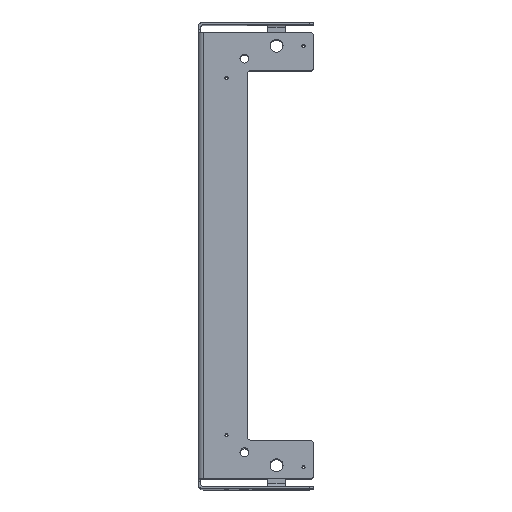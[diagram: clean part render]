
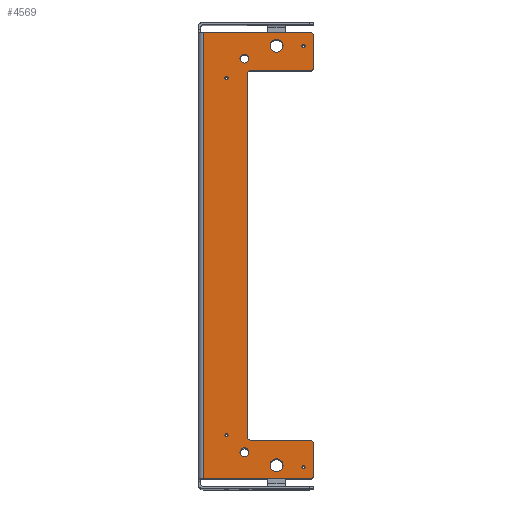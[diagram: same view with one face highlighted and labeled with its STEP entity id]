
A CAD part, top view. The second image highlights one B-rep face of the part: STEP entity #4569.
In plain terms, the highlighted planar face has unit normal (0, 0, 1).
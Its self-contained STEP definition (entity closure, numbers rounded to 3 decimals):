
#48=FACE_BOUND('',#570,.T.);
#49=FACE_BOUND('',#571,.T.);
#50=FACE_BOUND('',#572,.T.);
#51=FACE_BOUND('',#573,.T.);
#52=FACE_BOUND('',#574,.T.);
#53=FACE_BOUND('',#575,.T.);
#54=FACE_BOUND('',#576,.T.);
#55=FACE_BOUND('',#577,.T.);
#179=PLANE('',#4889);
#293=FACE_OUTER_BOUND('',#569,.T.);
#569=EDGE_LOOP('',(#3270,#3271,#3272,#3273,#3274,#3275,#3276,#3277,#3278,
#3279,#3280,#3281,#3282,#3283));
#570=EDGE_LOOP('',(#3284));
#571=EDGE_LOOP('',(#3285));
#572=EDGE_LOOP('',(#3286));
#573=EDGE_LOOP('',(#3287));
#574=EDGE_LOOP('',(#3288));
#575=EDGE_LOOP('',(#3289));
#576=EDGE_LOOP('',(#3290));
#577=EDGE_LOOP('',(#3291));
#949=LINE('',#6937,#1330);
#980=LINE('',#7059,#1361);
#981=LINE('',#7065,#1362);
#982=LINE('',#7069,#1363);
#983=LINE('',#7071,#1364);
#984=LINE('',#7073,#1365);
#985=LINE('',#7077,#1366);
#986=LINE('',#7080,#1367);
#1330=VECTOR('',#5491,46.);
#1361=VECTOR('',#5594,24.);
#1362=VECTOR('',#5599,24.);
#1363=VECTOR('',#5602,83.);
#1364=VECTOR('',#5603,348.);
#1365=VECTOR('',#5604,83.);
#1366=VECTOR('',#5609,282.);
#1367=VECTOR('',#5612,46.);
#1708=CIRCLE('',#4850,3.);
#1740=CIRCLE('',#4890,3.);
#1741=CIRCLE('',#4891,3.);
#1742=CIRCLE('',#4892,3.);
#1743=CIRCLE('',#4893,3.);
#1744=CIRCLE('',#4894,3.);
#1745=CIRCLE('',#4895,5.05);
#1746=CIRCLE('',#4896,5.05);
#1747=CIRCLE('',#4897,1.23);
#1748=CIRCLE('',#4898,1.23);
#1749=CIRCLE('',#4899,1.23);
#1750=CIRCLE('',#4900,1.23);
#1751=CIRCLE('',#4901,3.5);
#1752=CIRCLE('',#4902,3.5);
#2021=VERTEX_POINT('',#6927);
#2022=VERTEX_POINT('',#6928);
#2025=VERTEX_POINT('',#6936);
#2078=VERTEX_POINT('',#7053);
#2080=VERTEX_POINT('',#7057);
#2081=VERTEX_POINT('',#7061);
#2082=VERTEX_POINT('',#7062);
#2083=VERTEX_POINT('',#7064);
#2084=VERTEX_POINT('',#7066);
#2085=VERTEX_POINT('',#7068);
#2086=VERTEX_POINT('',#7070);
#2087=VERTEX_POINT('',#7072);
#2088=VERTEX_POINT('',#7076);
#2089=VERTEX_POINT('',#7078);
#2090=VERTEX_POINT('',#7081);
#2091=VERTEX_POINT('',#7083);
#2092=VERTEX_POINT('',#7085);
#2093=VERTEX_POINT('',#7087);
#2094=VERTEX_POINT('',#7089);
#2095=VERTEX_POINT('',#7091);
#2096=VERTEX_POINT('',#7093);
#2097=VERTEX_POINT('',#7095);
#2500=EDGE_CURVE('',#2021,#2022,#1708,.T.);
#2504=EDGE_CURVE('',#2025,#2022,#949,.T.);
#2565=EDGE_CURVE('',#2080,#2078,#980,.T.);
#2566=EDGE_CURVE('',#2081,#2082,#1740,.T.);
#2567=EDGE_CURVE('',#2083,#2081,#981,.T.);
#2568=EDGE_CURVE('',#2084,#2083,#1741,.T.);
#2569=EDGE_CURVE('',#2084,#2085,#982,.T.);
#2570=EDGE_CURVE('',#2086,#2085,#983,.T.);
#2571=EDGE_CURVE('',#2086,#2087,#984,.T.);
#2572=EDGE_CURVE('',#2078,#2087,#1742,.T.);
#2573=EDGE_CURVE('',#2025,#2080,#1743,.T.);
#2574=EDGE_CURVE('',#2021,#2088,#985,.T.);
#2575=EDGE_CURVE('',#2089,#2088,#1744,.T.);
#2576=EDGE_CURVE('',#2089,#2082,#986,.T.);
#2577=EDGE_CURVE('',#2090,#2090,#1745,.T.);
#2578=EDGE_CURVE('',#2091,#2091,#1746,.T.);
#2579=EDGE_CURVE('',#2092,#2092,#1747,.T.);
#2580=EDGE_CURVE('',#2093,#2093,#1748,.T.);
#2581=EDGE_CURVE('',#2094,#2094,#1749,.T.);
#2582=EDGE_CURVE('',#2095,#2095,#1750,.T.);
#2583=EDGE_CURVE('',#2096,#2096,#1751,.T.);
#2584=EDGE_CURVE('',#2097,#2097,#1752,.T.);
#3270=ORIENTED_EDGE('',*,*,#2566,.F.);
#3271=ORIENTED_EDGE('',*,*,#2567,.F.);
#3272=ORIENTED_EDGE('',*,*,#2568,.F.);
#3273=ORIENTED_EDGE('',*,*,#2569,.T.);
#3274=ORIENTED_EDGE('',*,*,#2570,.F.);
#3275=ORIENTED_EDGE('',*,*,#2571,.T.);
#3276=ORIENTED_EDGE('',*,*,#2572,.F.);
#3277=ORIENTED_EDGE('',*,*,#2565,.F.);
#3278=ORIENTED_EDGE('',*,*,#2573,.F.);
#3279=ORIENTED_EDGE('',*,*,#2504,.T.);
#3280=ORIENTED_EDGE('',*,*,#2500,.F.);
#3281=ORIENTED_EDGE('',*,*,#2574,.T.);
#3282=ORIENTED_EDGE('',*,*,#2575,.F.);
#3283=ORIENTED_EDGE('',*,*,#2576,.T.);
#3284=ORIENTED_EDGE('',*,*,#2577,.T.);
#3285=ORIENTED_EDGE('',*,*,#2578,.T.);
#3286=ORIENTED_EDGE('',*,*,#2579,.T.);
#3287=ORIENTED_EDGE('',*,*,#2580,.T.);
#3288=ORIENTED_EDGE('',*,*,#2581,.T.);
#3289=ORIENTED_EDGE('',*,*,#2582,.T.);
#3290=ORIENTED_EDGE('',*,*,#2583,.T.);
#3291=ORIENTED_EDGE('',*,*,#2584,.T.);
#4569=ADVANCED_FACE('',(#293,#48,#49,#50,#51,#52,#53,#54,#55),#179,.T.);
#4850=AXIS2_PLACEMENT_3D('',#6929,#5483,#5484);
#4889=AXIS2_PLACEMENT_3D('',#7060,#5595,#5596);
#4890=AXIS2_PLACEMENT_3D('',#7063,#5597,#5598);
#4891=AXIS2_PLACEMENT_3D('',#7067,#5600,#5601);
#4892=AXIS2_PLACEMENT_3D('',#7074,#5605,#5606);
#4893=AXIS2_PLACEMENT_3D('',#7075,#5607,#5608);
#4894=AXIS2_PLACEMENT_3D('',#7079,#5610,#5611);
#4895=AXIS2_PLACEMENT_3D('',#7082,#5613,#5614);
#4896=AXIS2_PLACEMENT_3D('',#7084,#5615,#5616);
#4897=AXIS2_PLACEMENT_3D('',#7086,#5617,#5618);
#4898=AXIS2_PLACEMENT_3D('',#7088,#5619,#5620);
#4899=AXIS2_PLACEMENT_3D('',#7090,#5621,#5622);
#4900=AXIS2_PLACEMENT_3D('',#7092,#5623,#5624);
#4901=AXIS2_PLACEMENT_3D('',#7094,#5625,#5626);
#4902=AXIS2_PLACEMENT_3D('',#7096,#5627,#5628);
#5483=DIRECTION('center_axis',(0.,0.,1.));
#5484=DIRECTION('ref_axis',(-0.707,-0.707,0.));
#5491=DIRECTION('',(-1.,0.,0.));
#5594=DIRECTION('',(0.,-1.,0.));
#5595=DIRECTION('center_axis',(0.,0.,1.));
#5596=DIRECTION('ref_axis',(1.,0.,0.));
#5597=DIRECTION('center_axis',(0.,0.,-1.));
#5598=DIRECTION('ref_axis',(0.707,-0.707,0.));
#5599=DIRECTION('',(0.,-1.,0.));
#5600=DIRECTION('center_axis',(0.,0.,-1.));
#5601=DIRECTION('ref_axis',(0.707,0.707,0.));
#5602=DIRECTION('',(-1.,0.,0.));
#5603=DIRECTION('',(0.,1.,0.));
#5604=DIRECTION('',(1.,0.,0.));
#5605=DIRECTION('center_axis',(0.,0.,-1.));
#5606=DIRECTION('ref_axis',(0.707,-0.707,0.));
#5607=DIRECTION('center_axis',(0.,0.,-1.));
#5608=DIRECTION('ref_axis',(0.707,0.707,0.));
#5609=DIRECTION('',(0.,1.,0.));
#5610=DIRECTION('center_axis',(0.,0.,1.));
#5611=DIRECTION('ref_axis',(-0.707,0.707,0.));
#5612=DIRECTION('',(1.,0.,0.));
#5613=DIRECTION('center_axis',(0.,0.,-1.));
#5614=DIRECTION('ref_axis',(1.,0.,0.));
#5615=DIRECTION('center_axis',(0.,0.,-1.));
#5616=DIRECTION('ref_axis',(1.,0.,0.));
#5617=DIRECTION('center_axis',(0.,0.,-1.));
#5618=DIRECTION('ref_axis',(-1.,0.,0.));
#5619=DIRECTION('center_axis',(0.,0.,-1.));
#5620=DIRECTION('ref_axis',(-1.,0.,0.));
#5621=DIRECTION('center_axis',(0.,0.,-1.));
#5622=DIRECTION('ref_axis',(-1.,0.,0.));
#5623=DIRECTION('center_axis',(0.,0.,-1.));
#5624=DIRECTION('ref_axis',(-1.,0.,0.));
#5625=DIRECTION('center_axis',(0.,0.,-1.));
#5626=DIRECTION('ref_axis',(-1.,0.,0.));
#5627=DIRECTION('center_axis',(0.,0.,-1.));
#5628=DIRECTION('ref_axis',(-1.,0.,0.));
#6927=CARTESIAN_POINT('',(38.,-141.,242.5));
#6928=CARTESIAN_POINT('',(41.,-144.,242.5));
#6929=CARTESIAN_POINT('Origin',(41.,-141.,242.5));
#6936=CARTESIAN_POINT('',(87.,-144.,242.5));
#6937=CARTESIAN_POINT('',(92.491,-144.,242.5));
#7053=CARTESIAN_POINT('',(90.,-171.,242.5));
#7057=CARTESIAN_POINT('',(90.,-147.,242.5));
#7059=CARTESIAN_POINT('',(90.,-180.,242.5));
#7060=CARTESIAN_POINT('Origin',(34.982,0.,242.5));
#7061=CARTESIAN_POINT('',(90.,147.,242.5));
#7062=CARTESIAN_POINT('',(87.,144.,242.5));
#7063=CARTESIAN_POINT('Origin',(87.,147.,242.5));
#7064=CARTESIAN_POINT('',(90.,171.,242.5));
#7065=CARTESIAN_POINT('',(90.,-180.,242.5));
#7066=CARTESIAN_POINT('',(87.,174.,242.5));
#7067=CARTESIAN_POINT('Origin',(87.,171.,242.5));
#7068=CARTESIAN_POINT('',(4.,174.,242.5));
#7069=CARTESIAN_POINT('',(17.491,174.,242.5));
#7070=CARTESIAN_POINT('',(4.,-174.,242.5));
#7071=CARTESIAN_POINT('',(4.,-91.,242.5));
#7072=CARTESIAN_POINT('',(87.,-174.,242.5));
#7073=CARTESIAN_POINT('',(17.491,-174.,242.5));
#7074=CARTESIAN_POINT('Origin',(87.,-171.,242.5));
#7075=CARTESIAN_POINT('Origin',(87.,-147.,242.5));
#7076=CARTESIAN_POINT('',(38.,141.,242.5));
#7077=CARTESIAN_POINT('',(38.,0.,242.5));
#7078=CARTESIAN_POINT('',(41.,144.,242.5));
#7079=CARTESIAN_POINT('Origin',(41.,141.,242.5));
#7080=CARTESIAN_POINT('',(36.491,144.,242.5));
#7081=CARTESIAN_POINT('',(66.05,163.5,242.5));
#7082=CARTESIAN_POINT('Origin',(61.,163.5,242.5));
#7083=CARTESIAN_POINT('',(66.05,-163.5,242.5));
#7084=CARTESIAN_POINT('Origin',(61.,-163.5,242.5));
#7085=CARTESIAN_POINT('',(83.23,-165.2,242.5));
#7086=CARTESIAN_POINT('Origin',(82.,-165.2,242.5));
#7087=CARTESIAN_POINT('',(23.23,-140.2,242.5));
#7088=CARTESIAN_POINT('Origin',(22.,-140.2,242.5));
#7089=CARTESIAN_POINT('',(83.23,163.5,242.5));
#7090=CARTESIAN_POINT('Origin',(82.,163.5,242.5));
#7091=CARTESIAN_POINT('',(23.23,138.5,242.5));
#7092=CARTESIAN_POINT('Origin',(22.,138.5,242.5));
#7093=CARTESIAN_POINT('',(39.5,-153.5,242.5));
#7094=CARTESIAN_POINT('Origin',(36.,-153.5,242.5));
#7095=CARTESIAN_POINT('',(39.5,153.5,242.5));
#7096=CARTESIAN_POINT('Origin',(36.,153.5,242.5));
